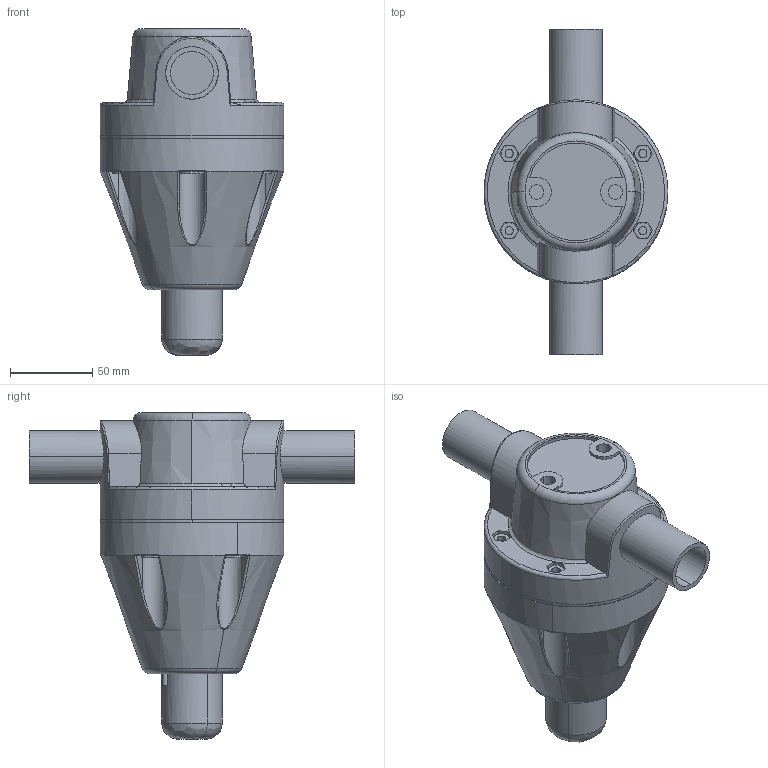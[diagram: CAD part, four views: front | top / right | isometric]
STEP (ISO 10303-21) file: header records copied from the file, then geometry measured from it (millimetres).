
FILE_DESCRIPTION((''),'2;1');
FILE_NAME('KU_PP_DN25_17005475','2019-05-23T',('Kattner'),(''),'PRO/ENGINEER BY PARAMETRIC TECHNOLOGY CORPORATION, 2016360','PRO/ENGINEER BY PARAMETRIC TECHNOLOGY CORPORATION, 2016360','');
FILE_SCHEMA(('AUTOMOTIVE_DESIGN { 1 0 10303 214 1 1 1 1 }'));
Length unit declared in the file: millimetre
Products named in the file (1): KU_PP_DN25_17005475
Bounding box: 112 x 198 x 199 mm (x, y, z)
Volume: 1148719.6 mm3; surface area: 83120.5 mm2
Topology: 1 solids, 1 shells, 224 faces, 572 edges, 378 vertices
Faces by surface type: plane 108, cylinder 66, cone 20, torus 18, bspline 12
Entity records: 10999 total; most frequent: CARTESIAN_POINT 4154, ORIENTED_EDGE 1144, DIRECTION 1026, EDGE_CURVE 572, AXIS2_PLACEMENT_3D 403, VERTEX_POINT 378, EDGE_LOOP 252, FACE_OUTER_BOUND 224
